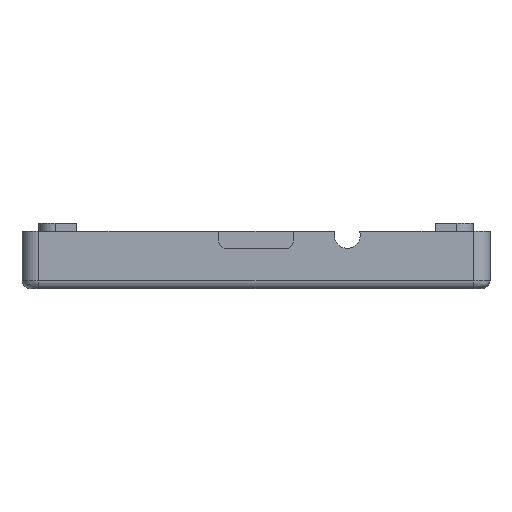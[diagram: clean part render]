
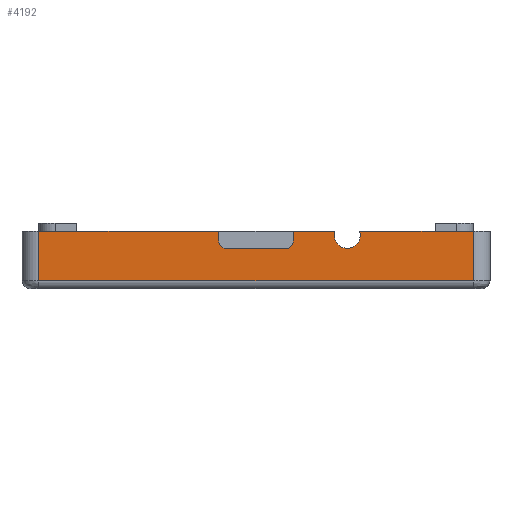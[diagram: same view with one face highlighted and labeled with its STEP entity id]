
A CAD part, front view. The second image highlights one B-rep face of the part: STEP entity #4192.
In plain terms, the highlighted planar face has unit normal (0, -1, 0).
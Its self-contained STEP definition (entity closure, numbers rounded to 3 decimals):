
#170=LINE('',#5653,#644);
#174=LINE('',#5664,#648);
#176=LINE('',#5668,#650);
#179=LINE('',#5676,#653);
#182=LINE('',#5684,#656);
#186=LINE('',#5696,#660);
#546=LINE('',#7053,#1020);
#548=LINE('',#7094,#1022);
#550=LINE('',#7097,#1024);
#644=VECTOR('',#4654,10.);
#648=VECTOR('',#4666,10.);
#650=VECTOR('',#4670,10.);
#653=VECTOR('',#4679,10.);
#656=VECTOR('',#4688,10.);
#660=VECTOR('',#4698,10.);
#1020=VECTOR('',#5346,10.);
#1022=VECTOR('',#5368,10.);
#1024=VECTOR('',#5372,10.);
#1317=FACE_OUTER_BOUND('',#1564,.T.);
#1564=EDGE_LOOP('',(#3684,#3685,#3686,#3687,#3688,#3689,#3690,#3691,#3692,
#3693,#3694,#3695));
#1626=CIRCLE('',#4276,1.55);
#1627=CIRCLE('',#4280,1.);
#1628=CIRCLE('',#4283,1.);
#1737=VERTEX_POINT('',#5650);
#1738=VERTEX_POINT('',#5652);
#1740=VERTEX_POINT('',#5658);
#1741=VERTEX_POINT('',#5662);
#1742=VERTEX_POINT('',#5666);
#1743=VERTEX_POINT('',#5670);
#1744=VERTEX_POINT('',#5674);
#1745=VERTEX_POINT('',#5678);
#1746=VERTEX_POINT('',#5682);
#1751=VERTEX_POINT('',#5694);
#2034=VERTEX_POINT('',#7047);
#2035=VERTEX_POINT('',#7051);
#2150=EDGE_CURVE('',#1738,#1737,#170,.T.);
#2154=EDGE_CURVE('',#1737,#1740,#1626,.T.);
#2156=EDGE_CURVE('',#1740,#1741,#174,.T.);
#2158=EDGE_CURVE('',#1741,#1742,#176,.T.);
#2160=EDGE_CURVE('',#1742,#1743,#1627,.T.);
#2162=EDGE_CURVE('',#1743,#1744,#179,.T.);
#2164=EDGE_CURVE('',#1744,#1745,#1628,.T.);
#2166=EDGE_CURVE('',#1745,#1746,#182,.T.);
#2172=EDGE_CURVE('',#1746,#1751,#186,.T.);
#2606=EDGE_CURVE('',#2034,#2035,#546,.T.);
#2615=EDGE_CURVE('',#1751,#2035,#548,.T.);
#2617=EDGE_CURVE('',#1738,#2034,#550,.T.);
#3684=ORIENTED_EDGE('',*,*,#2606,.F.);
#3685=ORIENTED_EDGE('',*,*,#2617,.F.);
#3686=ORIENTED_EDGE('',*,*,#2150,.T.);
#3687=ORIENTED_EDGE('',*,*,#2154,.T.);
#3688=ORIENTED_EDGE('',*,*,#2156,.T.);
#3689=ORIENTED_EDGE('',*,*,#2158,.T.);
#3690=ORIENTED_EDGE('',*,*,#2160,.T.);
#3691=ORIENTED_EDGE('',*,*,#2162,.T.);
#3692=ORIENTED_EDGE('',*,*,#2164,.T.);
#3693=ORIENTED_EDGE('',*,*,#2166,.T.);
#3694=ORIENTED_EDGE('',*,*,#2172,.T.);
#3695=ORIENTED_EDGE('',*,*,#2615,.T.);
#3981=PLANE('',#4442);
#4192=ADVANCED_FACE('',(#1317),#3981,.T.);
#4276=AXIS2_PLACEMENT_3D('',#5660,#4661,#4662);
#4280=AXIS2_PLACEMENT_3D('',#5672,#4674,#4675);
#4283=AXIS2_PLACEMENT_3D('',#5680,#4683,#4684);
#4442=AXIS2_PLACEMENT_3D('',#7096,#5370,#5371);
#4654=DIRECTION('',(-1.,0.,0.));
#4661=DIRECTION('center_axis',(0.,1.,0.));
#4662=DIRECTION('ref_axis',(1.,0.,0.));
#4666=DIRECTION('',(-1.,0.,0.));
#4670=DIRECTION('',(0.,0.,-1.));
#4674=DIRECTION('center_axis',(0.,1.,0.));
#4675=DIRECTION('ref_axis',(0.,0.,-1.));
#4679=DIRECTION('',(-1.,0.,0.));
#4683=DIRECTION('center_axis',(0.,1.,0.));
#4684=DIRECTION('ref_axis',(-1.,0.,0.));
#4688=DIRECTION('',(0.,0.,1.));
#4698=DIRECTION('',(-1.,0.,0.));
#5346=DIRECTION('',(-1.,0.,0.));
#5368=DIRECTION('',(0.,0.,-1.));
#5370=DIRECTION('center_axis',(0.,-1.,0.));
#5371=DIRECTION('ref_axis',(-1.,0.,0.));
#5372=DIRECTION('',(0.,0.,-1.));
#5650=CARTESIAN_POINT('',(38.439,-101.9,-1.1));
#5652=CARTESIAN_POINT('',(52.1,-101.9,-1.1));
#5653=CARTESIAN_POINT('',(52.1,-101.9,-1.1));
#5658=CARTESIAN_POINT('',(35.487,-101.9,-1.1));
#5660=CARTESIAN_POINT('Origin',(36.963,-101.9,-1.572));
#5662=CARTESIAN_POINT('',(30.502,-101.9,-1.1));
#5664=CARTESIAN_POINT('',(52.1,-101.9,-1.1));
#5666=CARTESIAN_POINT('',(30.502,-101.9,-2.197));
#5668=CARTESIAN_POINT('',(30.502,-101.9,-1.023));
#5670=CARTESIAN_POINT('',(29.502,-101.9,-3.197));
#5672=CARTESIAN_POINT('Origin',(29.502,-101.9,-2.197));
#5674=CARTESIAN_POINT('',(22.502,-101.9,-3.197));
#5676=CARTESIAN_POINT('',(40.801,-101.9,-3.197));
#5678=CARTESIAN_POINT('',(21.502,-101.9,-2.197));
#5680=CARTESIAN_POINT('Origin',(22.502,-101.9,-2.197));
#5682=CARTESIAN_POINT('',(21.502,-101.9,-1.1));
#5684=CARTESIAN_POINT('',(21.502,-101.9,-1.648));
#5694=CARTESIAN_POINT('',(-0.1,-101.9,-1.1));
#5696=CARTESIAN_POINT('',(52.1,-101.9,-1.1));
#7047=CARTESIAN_POINT('',(52.1,-101.9,-7.));
#7051=CARTESIAN_POINT('',(-0.1,-101.9,-7.));
#7053=CARTESIAN_POINT('',(39.05,-101.9,-7.));
#7094=CARTESIAN_POINT('',(-0.1,-101.9,-6.));
#7096=CARTESIAN_POINT('Origin',(52.1,-101.9,-1.1));
#7097=CARTESIAN_POINT('',(52.1,-101.9,-6.));
